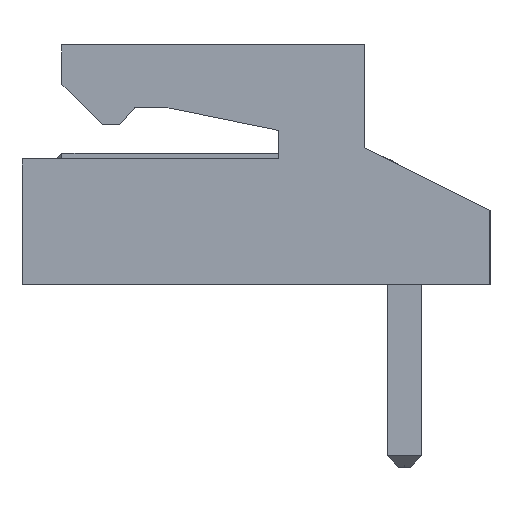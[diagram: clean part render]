
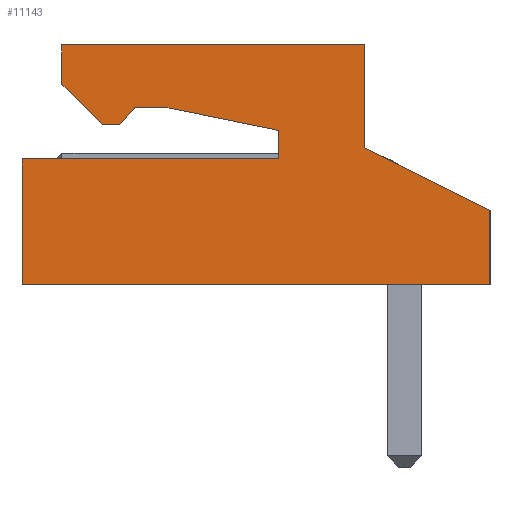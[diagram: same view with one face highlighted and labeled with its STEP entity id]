
A CAD part, left-side view. The second image highlights one B-rep face of the part: STEP entity #11143.
In plain terms, the highlighted face is planar.
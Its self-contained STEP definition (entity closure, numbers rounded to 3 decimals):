
#51 = VERTEX_POINT ( 'NONE', #2444 ) ;
#108 = CARTESIAN_POINT ( 'NONE',  ( 2.5, 3.1, 4.721 ) ) ;
#257 = VECTOR ( 'NONE', #4144, 1000. ) ;
#362 = VERTEX_POINT ( 'NONE', #3383 ) ;
#566 = ORIENTED_EDGE ( 'NONE', *, *, #1258, .F. ) ;
#604 = EDGE_CURVE ( 'NONE', #1406, #51, #3423, .T. ) ;
#713 = LINE ( 'NONE', #8526, #10305 ) ;
#835 = VERTEX_POINT ( 'NONE', #1504 ) ;
#1258 = EDGE_CURVE ( 'NONE', #5945, #362, #3818, .T. ) ;
#1406 = VERTEX_POINT ( 'NONE', #11184 ) ;
#1504 = CARTESIAN_POINT ( 'NONE',  ( 2.5, 4.2, 6. ) ) ;
#1755 = DIRECTION ( 'NONE',  ( 0., -0.75, 0.661 ) ) ;
#1862 = CARTESIAN_POINT ( 'NONE',  ( 2.5, 0., 6.7 ) ) ;
#1960 = ORIENTED_EDGE ( 'NONE', *, *, #5589, .F. ) ;
#2001 = VERTEX_POINT ( 'NONE', #7539 ) ;
#2017 = DIRECTION ( 'NONE',  ( 0., 1., 0. ) ) ;
#2068 = DIRECTION ( 'NONE',  ( -1., 0., 0. ) ) ;
#2071 = VECTOR ( 'NONE', #4596, 1000. ) ;
#2088 = DIRECTION ( 'NONE',  ( 0., 0., 1. ) ) ;
#2095 = ORIENTED_EDGE ( 'NONE', *, *, #2768, .F. ) ;
#2305 = VERTEX_POINT ( 'NONE', #7108 ) ;
#2318 = VECTOR ( 'NONE', #8660, 1000. ) ;
#2444 = CARTESIAN_POINT ( 'NONE',  ( 2.5, 3.5, 6. ) ) ;
#2645 = FACE_OUTER_BOUND ( 'NONE', #11151, .T. ) ;
#2701 = VERTEX_POINT ( 'NONE', #10377 ) ;
#2733 = ORIENTED_EDGE ( 'NONE', *, *, #3832, .T. ) ;
#2736 = CARTESIAN_POINT ( 'NONE',  ( 2.5, 2.8, 5.286 ) ) ;
#2768 = EDGE_CURVE ( 'NONE', #51, #835, #11640, .T. ) ;
#2888 = DIRECTION ( 'NONE',  ( 0., -1., 0. ) ) ;
#3171 = VERTEX_POINT ( 'NONE', #3914 ) ;
#3383 = CARTESIAN_POINT ( 'NONE',  ( 2.5, 3.1, 4.16 ) ) ;
#3423 = LINE ( 'NONE', #5184, #6320 ) ;
#3818 = LINE ( 'NONE', #6765, #9530 ) ;
#3824 = LINE ( 'NONE', #1862, #5395 ) ;
#3832 = EDGE_CURVE ( 'NONE', #4502, #2701, #5847, .T. ) ;
#3894 = VERTEX_POINT ( 'NONE', #11918 ) ;
#3914 = CARTESIAN_POINT ( 'NONE',  ( 2.5, 1.3, -1.5 ) ) ;
#3959 = VECTOR ( 'NONE', #2088, 1000. ) ;
#4101 = LINE ( 'NONE', #11873, #3959 ) ;
#4121 = DIRECTION ( 'NONE',  ( 0., 1., 0. ) ) ;
#4133 = VERTEX_POINT ( 'NONE', #108 ) ;
#4144 = DIRECTION ( 'NONE',  ( 0., 0., -1. ) ) ;
#4314 = CARTESIAN_POINT ( 'NONE',  ( 2.5, 2.2, 2.2 ) ) ;
#4373 = DIRECTION ( 'NONE',  ( 0., 1., 0. ) ) ;
#4481 = CARTESIAN_POINT ( 'NONE',  ( 2.5, 0., -1.5 ) ) ;
#4502 = VERTEX_POINT ( 'NONE', #11359 ) ;
#4596 = DIRECTION ( 'NONE',  ( 0., 0., -1. ) ) ;
#4611 = EDGE_CURVE ( 'NONE', #3894, #2305, #3824, .T. ) ;
#4628 = ORIENTED_EDGE ( 'NONE', *, *, #4611, .F. ) ;
#4650 = CARTESIAN_POINT ( 'NONE',  ( 2.5, 2.2, 6.7 ) ) ;
#4745 = LINE ( 'NONE', #2736, #12410 ) ;
#4842 = ORIENTED_EDGE ( 'NONE', *, *, #12408, .F. ) ;
#4938 = CARTESIAN_POINT ( 'NONE',  ( 2.5, 2.7, 2.2 ) ) ;
#5184 = CARTESIAN_POINT ( 'NONE',  ( 2.5, 3.5, 6. ) ) ;
#5192 = VECTOR ( 'NONE', #2888, 1000. ) ;
#5390 = VERTEX_POINT ( 'NONE', #4481 ) ;
#5395 = VECTOR ( 'NONE', #5644, 1000. ) ;
#5556 = PLANE ( 'NONE',  #10734 ) ;
#5589 = EDGE_CURVE ( 'NONE', #2305, #2001, #12299, .T. ) ;
#5644 = DIRECTION ( 'NONE',  ( 0., 1., 0. ) ) ;
#5680 = DIRECTION ( 'NONE',  ( 0., 0., -1. ) ) ;
#5752 = CARTESIAN_POINT ( 'NONE',  ( 2.5, 2.4, 0.7 ) ) ;
#5847 = LINE ( 'NONE', #6801, #9362 ) ;
#5945 = VERTEX_POINT ( 'NONE', #4938 ) ;
#6119 = ORIENTED_EDGE ( 'NONE', *, *, #604, .F. ) ;
#6136 = ORIENTED_EDGE ( 'NONE', *, *, #12179, .F. ) ;
#6320 = VECTOR ( 'NONE', #12135, 1000. ) ;
#6325 = ORIENTED_EDGE ( 'NONE', *, *, #10684, .T. ) ;
#6765 = CARTESIAN_POINT ( 'NONE',  ( 2.5, 2.7, 2.2 ) ) ;
#6801 = CARTESIAN_POINT ( 'NONE',  ( 2.5, 0., 0.7 ) ) ;
#6842 = CARTESIAN_POINT ( 'NONE',  ( 2.5, 0., 6.7 ) ) ;
#7108 = CARTESIAN_POINT ( 'NONE',  ( 2.5, 2.2, 6.7 ) ) ;
#7201 = EDGE_CURVE ( 'NONE', #362, #4133, #4101, .T. ) ;
#7285 = VERTEX_POINT ( 'NONE', #9082 ) ;
#7539 = CARTESIAN_POINT ( 'NONE',  ( 2.5, 2.2, 2.2 ) ) ;
#7551 = CARTESIAN_POINT ( 'NONE',  ( 2.5, 1.3, -1.5 ) ) ;
#7928 = LINE ( 'NONE', #10584, #257 ) ;
#8064 = EDGE_CURVE ( 'NONE', #2001, #5945, #10098, .T. ) ;
#8405 = EDGE_CURVE ( 'NONE', #3171, #5390, #12359, .T. ) ;
#8526 = CARTESIAN_POINT ( 'NONE',  ( 2.5, 0., 6.7 ) ) ;
#8545 = ORIENTED_EDGE ( 'NONE', *, *, #11148, .F. ) ;
#8660 = DIRECTION ( 'NONE',  ( 0., -0.447, -0.894 ) ) ;
#8850 = CARTESIAN_POINT ( 'NONE',  ( 2.5, 4.2, 6. ) ) ;
#8868 = ORIENTED_EDGE ( 'NONE', *, *, #8405, .F. ) ;
#8969 = VECTOR ( 'NONE', #1755, 1000. ) ;
#9082 = CARTESIAN_POINT ( 'NONE',  ( 2.5, 2.8, 4.986 ) ) ;
#9307 = DIRECTION ( 'NONE',  ( 0., 0.2, 0.98 ) ) ;
#9311 = CARTESIAN_POINT ( 'NONE',  ( 2.5, 2.8, 4.986 ) ) ;
#9362 = VECTOR ( 'NONE', #2017, 1000. ) ;
#9423 = ORIENTED_EDGE ( 'NONE', *, *, #12099, .F. ) ;
#9530 = VECTOR ( 'NONE', #9307, 1000. ) ;
#10098 = LINE ( 'NONE', #4314, #11993 ) ;
#10255 = LINE ( 'NONE', #9311, #8969 ) ;
#10305 = VECTOR ( 'NONE', #5680, 1000. ) ;
#10359 = LINE ( 'NONE', #5752, #2318 ) ;
#10377 = CARTESIAN_POINT ( 'NONE',  ( 2.5, 4.2, 0.7 ) ) ;
#10584 = CARTESIAN_POINT ( 'NONE',  ( 2.5, 4.2, 6.7 ) ) ;
#10684 = EDGE_CURVE ( 'NONE', #3894, #5390, #713, .T. ) ;
#10734 = AXIS2_PLACEMENT_3D ( 'NONE', #6842, #2068, #11722 ) ;
#10962 = ORIENTED_EDGE ( 'NONE', *, *, #8064, .F. ) ;
#11143 = ADVANCED_FACE ( 'NONE', ( #2645 ), #5556, .F. ) ;
#11148 = EDGE_CURVE ( 'NONE', #835, #2701, #7928, .T. ) ;
#11151 = EDGE_LOOP ( 'NONE', ( #8545, #2095, #6119, #6136, #4842, #11269, #566, #10962, #1960, #4628, #6325, #8868, #9423, #2733 ) ) ;
#11184 = CARTESIAN_POINT ( 'NONE',  ( 2.5, 2.8, 5.286 ) ) ;
#11269 = ORIENTED_EDGE ( 'NONE', *, *, #7201, .F. ) ;
#11359 = CARTESIAN_POINT ( 'NONE',  ( 2.5, 2.4, 0.7 ) ) ;
#11640 = LINE ( 'NONE', #8850, #11642 ) ;
#11642 = VECTOR ( 'NONE', #4121, 1000. ) ;
#11722 = DIRECTION ( 'NONE',  ( 0., -1., 0. ) ) ;
#11873 = CARTESIAN_POINT ( 'NONE',  ( 2.5, 3.1, 4.721 ) ) ;
#11918 = CARTESIAN_POINT ( 'NONE',  ( 2.5, 0., 6.7 ) ) ;
#11993 = VECTOR ( 'NONE', #4373, 1000. ) ;
#12099 = EDGE_CURVE ( 'NONE', #4502, #3171, #10359, .T. ) ;
#12135 = DIRECTION ( 'NONE',  ( 0., 0.7, 0.714 ) ) ;
#12179 = EDGE_CURVE ( 'NONE', #7285, #1406, #4745, .T. ) ;
#12299 = LINE ( 'NONE', #4650, #2071 ) ;
#12323 = DIRECTION ( 'NONE',  ( 0., 0., 1. ) ) ;
#12359 = LINE ( 'NONE', #7551, #5192 ) ;
#12408 = EDGE_CURVE ( 'NONE', #4133, #7285, #10255, .T. ) ;
#12410 = VECTOR ( 'NONE', #12323, 1000. ) ;
